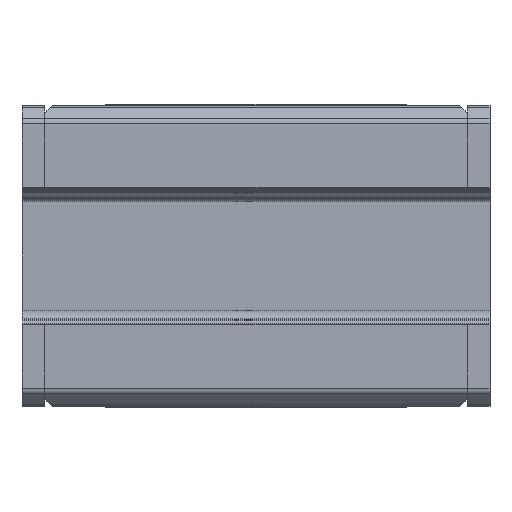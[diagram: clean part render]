
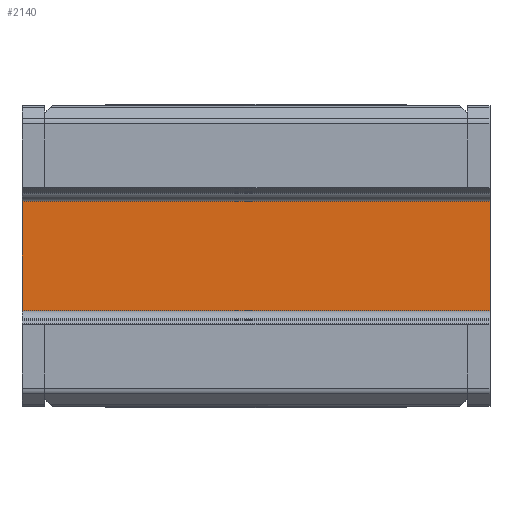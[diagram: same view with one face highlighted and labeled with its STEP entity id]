
A CAD part, front view. The second image highlights one B-rep face of the part: STEP entity #2140.
In plain terms, the highlighted planar face has unit normal (0, -1, 0).
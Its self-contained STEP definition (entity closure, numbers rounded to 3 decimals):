
#656=ORIENTED_EDGE('',*,*,#916,.F.);
#657=ORIENTED_EDGE('',*,*,#1038,.F.);
#658=ORIENTED_EDGE('',*,*,#881,.T.);
#659=ORIENTED_EDGE('',*,*,#1039,.T.);
#881=EDGE_CURVE('',#1159,#1158,#1376,.T.);
#916=EDGE_CURVE('',#1188,#1189,#1389,.T.);
#1038=EDGE_CURVE('',#1159,#1188,#1470,.T.);
#1039=EDGE_CURVE('',#1158,#1189,#1471,.T.);
#1158=VERTEX_POINT('',#3273);
#1159=VERTEX_POINT('',#3275);
#1188=VERTEX_POINT('',#3339);
#1189=VERTEX_POINT('',#3341);
#1376=LINE('',#3274,#1594);
#1389=LINE('',#3340,#1607);
#1470=LINE('',#3581,#1688);
#1471=LINE('',#3583,#1689);
#1594=VECTOR('',#2584,1000.);
#1607=VECTOR('',#2643,1000.);
#1688=VECTOR('',#2922,1000.);
#1689=VECTOR('',#2925,1000.);
#1792=EDGE_LOOP('',(#656,#657,#658,#659));
#1928=FACE_BOUND('',#1792,.T.);
#2039=PLANE('',#2349);
#2140=ADVANCED_FACE('',(#1928),#2039,.T.);
#2349=AXIS2_PLACEMENT_3D('',#3582,#2923,#2924);
#2584=DIRECTION('',(0.,0.,1.));
#2643=DIRECTION('',(0.,0.,1.));
#2922=DIRECTION('',(-1.,0.,0.));
#2923=DIRECTION('',(0.,-1.,0.));
#2924=DIRECTION('',(0.,0.,-1.));
#2925=DIRECTION('',(-1.,0.,0.));
#3273=CARTESIAN_POINT('',(15.4,4.,3.9));
#3274=CARTESIAN_POINT('',(15.4,4.,-3.9));
#3275=CARTESIAN_POINT('',(15.4,4.,-3.9));
#3339=CARTESIAN_POINT('',(-15.4,4.,-3.9));
#3340=CARTESIAN_POINT('',(-15.4,4.,-3.9));
#3341=CARTESIAN_POINT('',(-15.4,4.,3.9));
#3581=CARTESIAN_POINT('',(15.4,4.,-3.9));
#3582=CARTESIAN_POINT('',(15.4,4.,-3.9));
#3583=CARTESIAN_POINT('',(15.4,4.,3.9));
